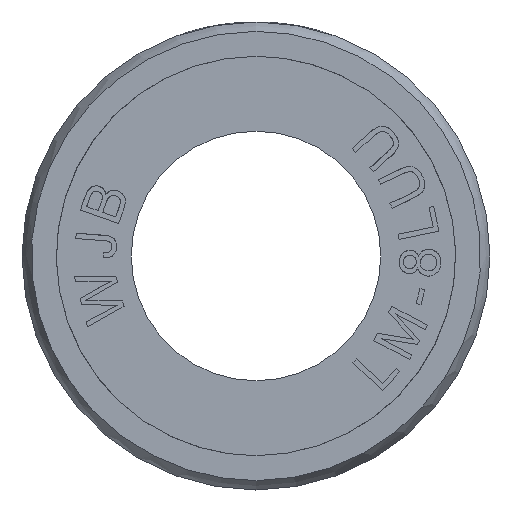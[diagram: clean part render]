
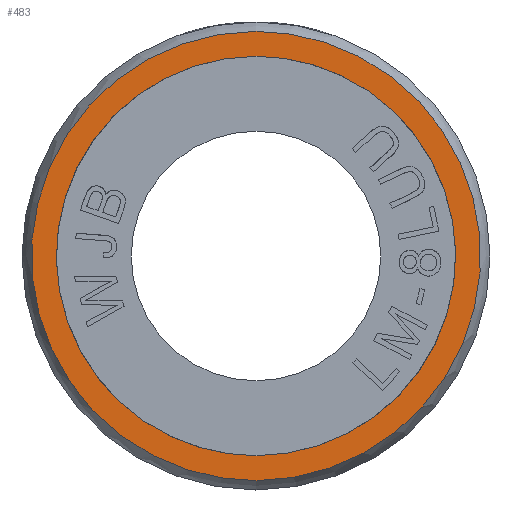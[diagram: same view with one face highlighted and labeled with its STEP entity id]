
A CAD part, left-side view. The second image highlights one B-rep face of the part: STEP entity #483.
In plain terms, the highlighted planar face has unit normal (-1, 0, 0).
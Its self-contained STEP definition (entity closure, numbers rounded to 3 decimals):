
#483=ADVANCED_FACE('',(#1397,#1398),#766,.T.);
#766=PLANE('',#5250);
#1053=B_SPLINE_CURVE_WITH_KNOTS('',3,(#7721,#7722,#7723,#7724,#7725,#7726,
#7727,#7728,#7729,#7730),.UNSPECIFIED.,.F.,.F.,(4,2,2,2,4),(0.,0.25,0.5,
0.75,1.),.UNSPECIFIED.);
#1054=B_SPLINE_CURVE_WITH_KNOTS('',3,(#7733,#7734,#7735,#7736,#7737,#7738,
#7739,#7740,#7741,#7742),.UNSPECIFIED.,.F.,.F.,(4,2,2,2,4),(0.,0.25,0.5,
0.75,1.),.UNSPECIFIED.);
#1055=B_SPLINE_CURVE_WITH_KNOTS('',3,(#7746,#7747,#7748,#7749,#7750,#7751,
#7752,#7753,#7754,#7755),.UNSPECIFIED.,.F.,.F.,(4,2,2,2,4),(0.,0.25,0.5,
0.75,1.),.UNSPECIFIED.);
#1056=B_SPLINE_CURVE_WITH_KNOTS('',3,(#7758,#7759,#7760,#7761,#7762,#7763,
#7764,#7765,#7766,#7767),.UNSPECIFIED.,.F.,.F.,(4,2,2,2,4),(0.,0.25,0.5,
0.75,1.),.UNSPECIFIED.);
#1397=FACE_BOUND('',#1481,.T.);
#1398=FACE_BOUND('',#1482,.T.);
#1481=EDGE_LOOP('',(#1998,#1999));
#1482=EDGE_LOOP('',(#2000,#2001));
#1998=ORIENTED_EDGE('',*,*,#3900,.F.);
#1999=ORIENTED_EDGE('',*,*,#3901,.F.);
#2000=ORIENTED_EDGE('',*,*,#3897,.T.);
#2001=ORIENTED_EDGE('',*,*,#3898,.T.);
#3413=VERTEX_POINT('',#7731);
#3414=VERTEX_POINT('',#7732);
#3416=VERTEX_POINT('',#7756);
#3417=VERTEX_POINT('',#7757);
#3897=EDGE_CURVE('',#3413,#3414,#1053,.T.);
#3898=EDGE_CURVE('',#3414,#3413,#1054,.T.);
#3900=EDGE_CURVE('',#3416,#3417,#1055,.T.);
#3901=EDGE_CURVE('',#3417,#3416,#1056,.T.);
#5250=AXIS2_PLACEMENT_3D('',#7768,#5653,#5654);
#5653=DIRECTION('',(-1.,0.,0.));
#5654=DIRECTION('',(0.,0.,1.));
#7721=CARTESIAN_POINT('',(0.,0.,7.2));
#7722=CARTESIAN_POINT('',(0.,1.892,7.2));
#7723=CARTESIAN_POINT('',(0.,3.755,6.427));
#7724=CARTESIAN_POINT('',(0.,6.427,3.755));
#7725=CARTESIAN_POINT('',(0.,7.2,1.89));
#7726=CARTESIAN_POINT('',(0.,7.2,-1.89));
#7727=CARTESIAN_POINT('',(0.,6.427,-3.755));
#7728=CARTESIAN_POINT('',(0.,3.755,-6.427));
#7729=CARTESIAN_POINT('',(0.,1.893,-7.2));
#7730=CARTESIAN_POINT('',(0.,0.,-7.2));
#7731=CARTESIAN_POINT('',(0.,0.,7.2));
#7732=CARTESIAN_POINT('',(0.,0.,-7.2));
#7733=CARTESIAN_POINT('',(0.,0.,-7.2));
#7734=CARTESIAN_POINT('',(0.,-1.892,-7.2));
#7735=CARTESIAN_POINT('',(0.,-3.755,-6.427));
#7736=CARTESIAN_POINT('',(0.,-6.427,-3.755));
#7737=CARTESIAN_POINT('',(0.,-7.2,-1.89));
#7738=CARTESIAN_POINT('',(0.,-7.2,1.89));
#7739=CARTESIAN_POINT('',(0.,-6.427,3.755));
#7740=CARTESIAN_POINT('',(0.,-3.755,6.427));
#7741=CARTESIAN_POINT('',(0.,-1.893,7.2));
#7742=CARTESIAN_POINT('',(0.,0.,7.2));
#7746=CARTESIAN_POINT('',(0.,0.,6.4));
#7747=CARTESIAN_POINT('',(0.,1.676,6.4));
#7748=CARTESIAN_POINT('',(0.,3.341,5.71));
#7749=CARTESIAN_POINT('',(0.,5.71,3.341));
#7750=CARTESIAN_POINT('',(0.,6.4,1.676));
#7751=CARTESIAN_POINT('',(0.,6.4,-1.676));
#7752=CARTESIAN_POINT('',(0.,5.71,-3.341));
#7753=CARTESIAN_POINT('',(0.,3.341,-5.71));
#7754=CARTESIAN_POINT('',(0.,1.676,-6.4));
#7755=CARTESIAN_POINT('',(0.,0.,-6.4));
#7756=CARTESIAN_POINT('',(0.,0.,6.4));
#7757=CARTESIAN_POINT('',(0.,0.,-6.4));
#7758=CARTESIAN_POINT('',(0.,0.,-6.4));
#7759=CARTESIAN_POINT('',(0.,-1.676,-6.4));
#7760=CARTESIAN_POINT('',(0.,-3.341,-5.71));
#7761=CARTESIAN_POINT('',(0.,-5.71,-3.341));
#7762=CARTESIAN_POINT('',(0.,-6.4,-1.676));
#7763=CARTESIAN_POINT('',(0.,-6.4,1.676));
#7764=CARTESIAN_POINT('',(0.,-5.71,3.341));
#7765=CARTESIAN_POINT('',(0.,-3.341,5.71));
#7766=CARTESIAN_POINT('',(0.,-1.676,6.4));
#7767=CARTESIAN_POINT('',(0.,0.,6.4));
#7768=CARTESIAN_POINT('',(0.,-7.345,-7.2));
